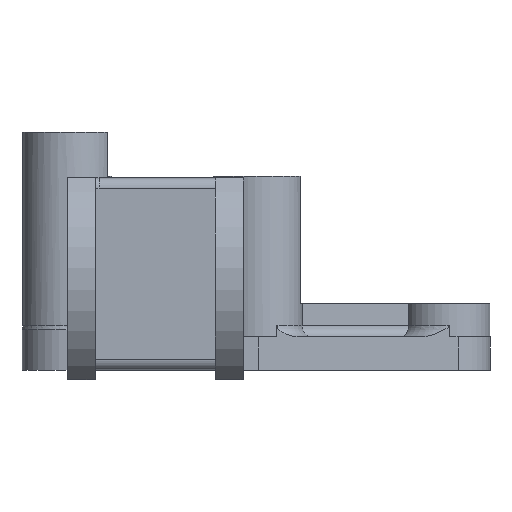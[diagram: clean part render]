
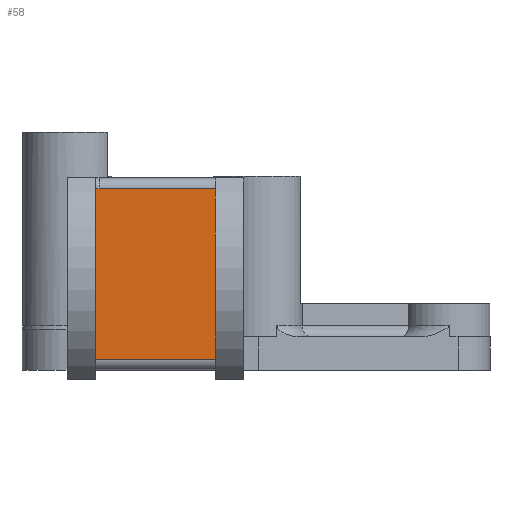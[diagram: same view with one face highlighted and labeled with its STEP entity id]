
A CAD part, front view. The second image highlights one B-rep face of the part: STEP entity #58.
In plain terms, the highlighted planar face has unit normal (0, -1, 0).
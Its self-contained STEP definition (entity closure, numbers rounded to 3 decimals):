
#58 = ADVANCED_FACE ( 'NONE', ( #2485 ), #263, .F. ) ;
#61 = EDGE_CURVE ( 'NONE', #2212, #459, #850, .T. ) ;
#103 = DIRECTION ( 'NONE',  ( 0., 0., 1. ) ) ;
#120 = CARTESIAN_POINT ( 'NONE',  ( -16.611, 2.3, 3.273 ) ) ;
#199 = DIRECTION ( 'NONE',  ( 0., 0., 1. ) ) ;
#209 = ORIENTED_EDGE ( 'NONE', *, *, #1092, .T. ) ;
#239 = ORIENTED_EDGE ( 'NONE', *, *, #61, .F. ) ;
#259 = ORIENTED_EDGE ( 'NONE', *, *, #1287, .T. ) ;
#263 = PLANE ( 'NONE',  #2046 ) ;
#279 = LINE ( 'NONE', #559, #1186 ) ;
#459 = VERTEX_POINT ( 'NONE', #2112 ) ;
#460 = CARTESIAN_POINT ( 'NONE',  ( -14.489, 2.3, 3.273 ) ) ;
#559 = CARTESIAN_POINT ( 'NONE',  ( -16.659, 2.3, 3.273 ) ) ;
#564 = CARTESIAN_POINT ( 'NONE',  ( -16.659, 2.3, 0.2 ) ) ;
#625 = EDGE_LOOP ( 'NONE', ( #239, #209, #259, #2548, #2239 ) ) ;
#674 = DIRECTION ( 'NONE',  ( 0., 1., 0. ) ) ;
#770 = LINE ( 'NONE', #1674, #1756 ) ;
#796 = VERTEX_POINT ( 'NONE', #1152 ) ;
#801 = VERTEX_POINT ( 'NONE', #1335 ) ;
#850 = LINE ( 'NONE', #1083, #1843 ) ;
#937 = DIRECTION ( 'NONE',  ( -1., 0., 0. ) ) ;
#1083 = CARTESIAN_POINT ( 'NONE',  ( -16.659, 2.3, -0.177 ) ) ;
#1091 = CARTESIAN_POINT ( 'NONE',  ( -16.586, 2.3, 3.273 ) ) ;
#1092 = EDGE_CURVE ( 'NONE', #2212, #796, #770, .T. ) ;
#1152 = CARTESIAN_POINT ( 'NONE',  ( -14.489, 2.3, 0.2 ) ) ;
#1160 = LINE ( 'NONE', #1973, #2514 ) ;
#1186 = VECTOR ( 'NONE', #937, 1000. ) ;
#1287 = EDGE_CURVE ( 'NONE', #796, #1967, #1160, .T. ) ;
#1335 = CARTESIAN_POINT ( 'NONE',  ( -16.586, 2.3, 3.273 ) ) ;
#1489 = CARTESIAN_POINT ( 'NONE',  ( -16.635, 2.3, 3.276 ) ) ;
#1636 = B_SPLINE_CURVE_WITH_KNOTS ( 'NONE', 3,
 ( #1091, #120, #1489, #2460 ),
 .UNSPECIFIED., .F., .F.,
 ( 4, 4 ),
 ( 0., 0. ),
 .UNSPECIFIED. ) ;
#1664 = EDGE_CURVE ( 'NONE', #801, #459, #1636, .T. ) ;
#1674 = CARTESIAN_POINT ( 'NONE',  ( -16.659, 2.3, 0.2 ) ) ;
#1756 = VECTOR ( 'NONE', #2272, 1000. ) ;
#1843 = VECTOR ( 'NONE', #103, 1000. ) ;
#1846 = EDGE_CURVE ( 'NONE', #1967, #801, #279, .T. ) ;
#1855 = CARTESIAN_POINT ( 'NONE',  ( -16.659, 2.3, -0.177 ) ) ;
#1967 = VERTEX_POINT ( 'NONE', #460 ) ;
#1973 = CARTESIAN_POINT ( 'NONE',  ( -14.489, 2.3, -0.177 ) ) ;
#2046 = AXIS2_PLACEMENT_3D ( 'NONE', #1855, #674, #2248 ) ;
#2112 = CARTESIAN_POINT ( 'NONE',  ( -16.659, 2.3, 3.28 ) ) ;
#2212 = VERTEX_POINT ( 'NONE', #564 ) ;
#2239 = ORIENTED_EDGE ( 'NONE', *, *, #1664, .T. ) ;
#2248 = DIRECTION ( 'NONE',  ( 0., 0., 1. ) ) ;
#2272 = DIRECTION ( 'NONE',  ( 1., 0., 0. ) ) ;
#2460 = CARTESIAN_POINT ( 'NONE',  ( -16.659, 2.3, 3.28 ) ) ;
#2485 = FACE_OUTER_BOUND ( 'NONE', #625, .T. ) ;
#2514 = VECTOR ( 'NONE', #199, 1000. ) ;
#2548 = ORIENTED_EDGE ( 'NONE', *, *, #1846, .T. ) ;
